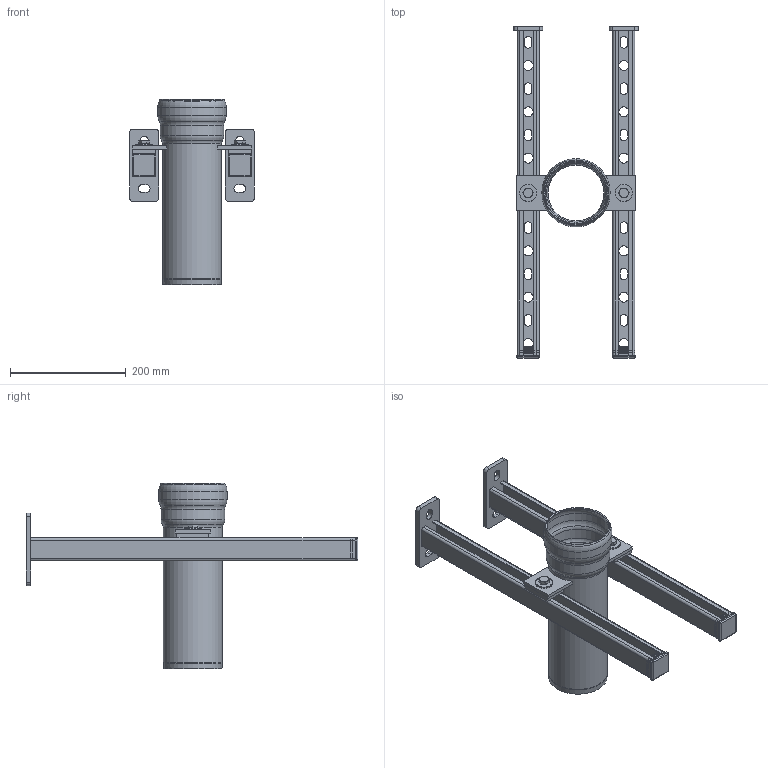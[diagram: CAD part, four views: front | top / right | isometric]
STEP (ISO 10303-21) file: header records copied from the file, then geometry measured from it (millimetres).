
FILE_DESCRIPTION(/* description */ (''),/* implementation_level */ '2;1');
FILE_NAME(/* name */ '82654.100X_3D.stp',/* time_stamp */ '2024-12-12T09:51:10+01:00',/* author */ ('CAD'),/* organization */ (''),/* preprocessor_version */ 'ST-DEVELOPER v20',/* originating_system */ 'AutoCAD Mechanical',/* authorisation */ '');
FILE_SCHEMA (('AUTOMOTIVE_DESIGN { 1 0 10303 214 3 1 1 }'));
Length unit declared in the file: millimetre
Products named in the file (2): Product; *S0
Assembly tree (1 placements, depth 2):
  Product
    *S0
Bounding box: 215 x 573 x 320 mm (x, y, z)
Volume: 672424.4 mm3; surface area: 572833.2 mm2
Topology: 17 solids, 17 shells, 550 faces, 1326 edges, 824 vertices
Faces by surface type: plane 242, cylinder 158, cone 126, torus 14, sphere 8, bspline 2
Full cylindrical faces by diameter (mm): 10 x2, 10.5 x2, 14.63 x2, 17 x14, 30 x2, 98 x1, 102 x1, 106 x1, 110 x1, 114 x1, 118 x1
Entity records: 17477 total; most frequent: CARTESIAN_POINT 4125, DIRECTION 2886, ORIENTED_EDGE 2652, EDGE_CURVE 1326, AXIS2_PLACEMENT_3D 1037, VERTEX_POINT 824, LINE 812, VECTOR 812
